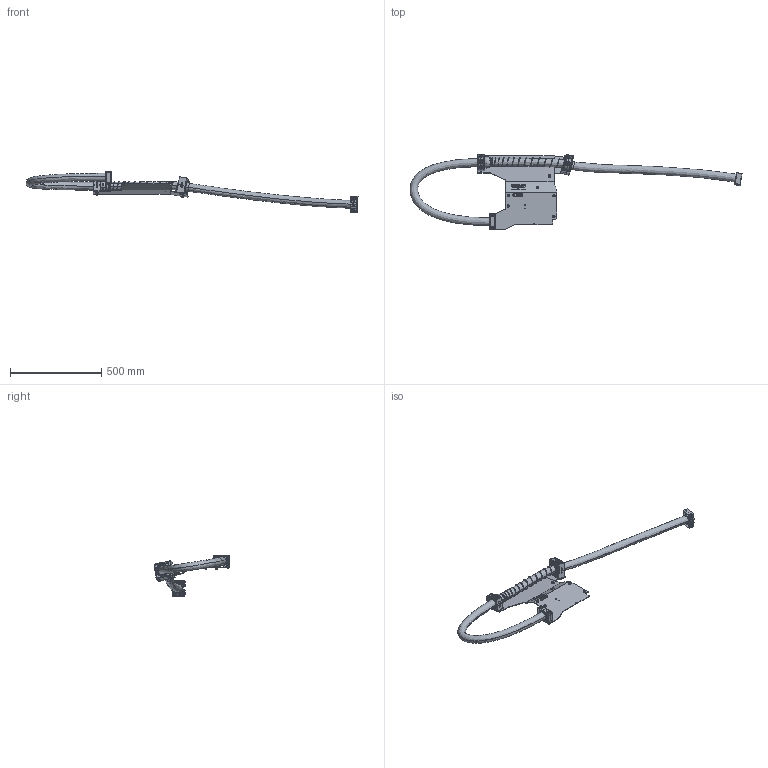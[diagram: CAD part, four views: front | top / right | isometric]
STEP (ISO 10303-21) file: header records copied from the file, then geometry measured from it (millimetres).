
FILE_DESCRIPTION (( 'STEP AP203' ), '1' );
FILE_NAME ('P2328.STEP', '2020-05-26T10:04:17', ( '' ), ( '' ), 'SwSTEP 2.0', 'SolidWorks 2019', '' );
FILE_SCHEMA (( 'CONFIG_CONTROL_DESIGN' ));
Products named in the file (1): P2328
Bounding box: 1815.37 x 415.4 x 221.6 mm (x, y, z)
Volume: 1808446.8 mm3; surface area: 1118715.3 mm2
Topology: 41 solids, 42 shells, 3181 faces, 8082 edges, 5006 vertices
Faces by surface type: plane 1192, cylinder 802, bspline 681, torus 262, cone 130, sphere 114
Entity records: 162624 total; most frequent: CARTESIAN_POINT 90223, ORIENTED_EDGE 15894, DIRECTION 13799, EDGE_CURVE 7947, VERTEX_POINT 5003, AXIS2_PLACEMENT_3D 4947, LINE 3905, VECTOR 3905
